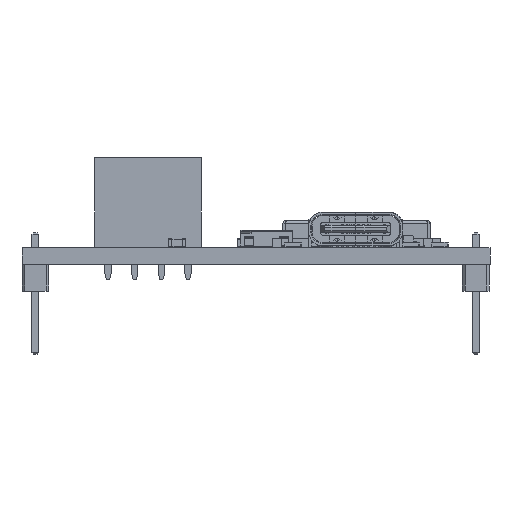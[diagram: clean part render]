
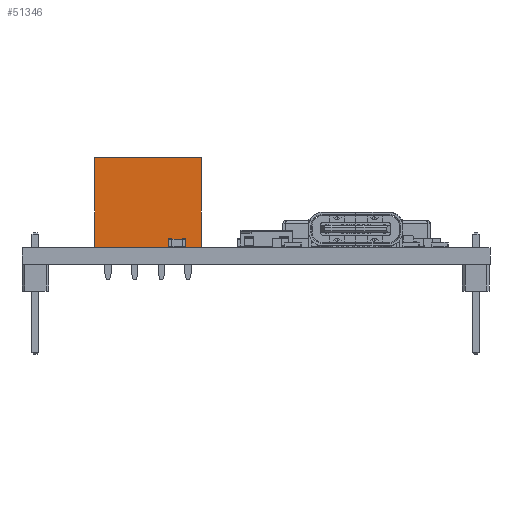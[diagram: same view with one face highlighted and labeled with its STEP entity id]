
A CAD part, front view. The second image highlights one B-rep face of the part: STEP entity #51346.
In plain terms, the highlighted face is planar.
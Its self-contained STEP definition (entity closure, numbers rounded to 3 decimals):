
#50723 = VERTEX_POINT('',#50724);
#50724 = CARTESIAN_POINT('',(-1.27,-8.89,0.));
#50732 = EDGE_CURVE('',#50723,#50733,#50735,.T.);
#50733 = VERTEX_POINT('',#50734);
#50734 = CARTESIAN_POINT('',(-1.27,-8.89,8.5));
#50735 = LINE('',#50736,#50737);
#50736 = CARTESIAN_POINT('',(-1.27,-8.89,0.));
#50737 = VECTOR('',#50738,1.);
#50738 = DIRECTION('',(0.,0.,1.));
#50795 = VERTEX_POINT('',#50796);
#50796 = CARTESIAN_POINT('',(-1.27,1.27,8.5));
#50802 = EDGE_CURVE('',#50803,#50795,#50805,.T.);
#50803 = VERTEX_POINT('',#50804);
#50804 = CARTESIAN_POINT('',(-1.27,1.27,0.));
#50805 = LINE('',#50806,#50807);
#50806 = CARTESIAN_POINT('',(-1.27,1.27,0.));
#50807 = VECTOR('',#50808,1.);
#50808 = DIRECTION('',(0.,0.,1.));
#50867 = EDGE_CURVE('',#50795,#50733,#50868,.T.);
#50868 = LINE('',#50869,#50870);
#50869 = CARTESIAN_POINT('',(-1.27,1.27,8.5));
#50870 = VECTOR('',#50871,1.);
#50871 = DIRECTION('',(0.,-1.,0.));
#51026 = EDGE_CURVE('',#50803,#50723,#51027,.T.);
#51027 = LINE('',#51028,#51029);
#51028 = CARTESIAN_POINT('',(-1.27,1.27,0.));
#51029 = VECTOR('',#51030,1.);
#51030 = DIRECTION('',(0.,-1.,0.));
#51346 = ADVANCED_FACE('',(#51347),#51353,.F.);
#51347 = FACE_BOUND('',#51348,.F.);
#51348 = EDGE_LOOP('',(#51349,#51350,#51351,#51352));
#51349 = ORIENTED_EDGE('',*,*,#50802,.T.);
#51350 = ORIENTED_EDGE('',*,*,#50867,.T.);
#51351 = ORIENTED_EDGE('',*,*,#50732,.F.);
#51352 = ORIENTED_EDGE('',*,*,#51026,.F.);
#51353 = PLANE('',#51354);
#51354 = AXIS2_PLACEMENT_3D('',#51355,#51356,#51357);
#51355 = CARTESIAN_POINT('',(-1.27,1.27,0.));
#51356 = DIRECTION('',(1.,0.,0.));
#51357 = DIRECTION('',(0.,-1.,0.));
